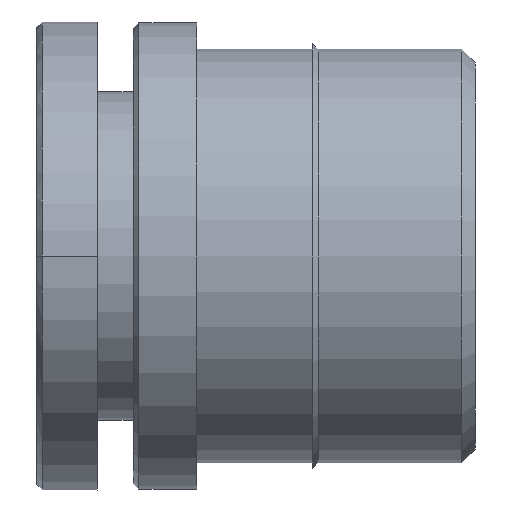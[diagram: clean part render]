
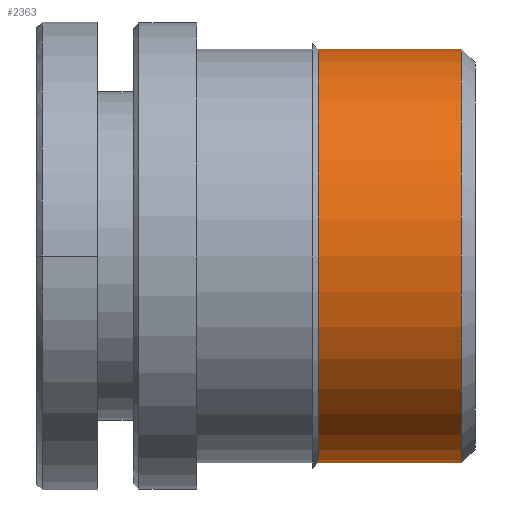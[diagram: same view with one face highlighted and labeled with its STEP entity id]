
A CAD part, left-side view. The second image highlights one B-rep face of the part: STEP entity #2363.
In plain terms, the highlighted cylindrical face has radius 7.5 mm (diameter 15 mm), a partial arc.
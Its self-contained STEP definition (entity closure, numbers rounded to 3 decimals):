
#25 = CARTESIAN_POINT ( 'NONE',  ( 0., 0.5, 7.5 ) ) ;
#56 = DIRECTION ( 'NONE',  ( 0., -1., 0. ) ) ;
#83 = DIRECTION ( 'NONE',  ( 0., 1., 0. ) ) ;
#217 = ORIENTED_EDGE ( 'NONE', *, *, #1062, .T. ) ;
#274 = DIRECTION ( 'NONE',  ( 0., 0., -1. ) ) ;
#415 = ORIENTED_EDGE ( 'NONE', *, *, #965, .F. ) ;
#448 = ORIENTED_EDGE ( 'NONE', *, *, #946, .T. ) ;
#482 = CARTESIAN_POINT ( 'NONE',  ( 0., 0.5, 0. ) ) ;
#488 = CARTESIAN_POINT ( 'NONE',  ( 0., 5.7, 7.5 ) ) ;
#579 = AXIS2_PLACEMENT_3D ( 'NONE', #482, #83, #875 ) ;
#611 = CIRCLE ( 'NONE', #793, 7.5 ) ;
#657 = DIRECTION ( 'NONE',  ( 0., 0., -1. ) ) ;
#793 = AXIS2_PLACEMENT_3D ( 'NONE', #1039, #1424, #657 ) ;
#864 = CARTESIAN_POINT ( 'NONE',  ( 0., 0., 7.5 ) ) ;
#870 = DIRECTION ( 'NONE',  ( 0., -1., 0. ) ) ;
#875 = DIRECTION ( 'NONE',  ( 0., 0., 1. ) ) ;
#946 = EDGE_CURVE ( 'NONE', #1806, #2361, #611, .T. ) ;
#965 = EDGE_CURVE ( 'NONE', #1806, #1539, #1436, .T. ) ;
#1003 = FACE_OUTER_BOUND ( 'NONE', #2567, .T. ) ;
#1039 = CARTESIAN_POINT ( 'NONE',  ( 0., 5.7, 0. ) ) ;
#1062 = EDGE_CURVE ( 'NONE', #1301, #1539, #2066, .T. ) ;
#1093 = CARTESIAN_POINT ( 'NONE',  ( 0., 0.5, -7.5 ) ) ;
#1187 = AXIS2_PLACEMENT_3D ( 'NONE', #1241, #56, #274 ) ;
#1194 = VECTOR ( 'NONE', #1245, 1000. ) ;
#1241 = CARTESIAN_POINT ( 'NONE',  ( 0., 0., 0. ) ) ;
#1245 = DIRECTION ( 'NONE',  ( 0., -1., 0. ) ) ;
#1301 = VERTEX_POINT ( 'NONE', #1093 ) ;
#1324 = CARTESIAN_POINT ( 'NONE',  ( 0., 0., -7.5 ) ) ;
#1368 = LINE ( 'NONE', #1324, #1427 ) ;
#1424 = DIRECTION ( 'NONE',  ( 0., -1., 0. ) ) ;
#1427 = VECTOR ( 'NONE', #870, 1000. ) ;
#1436 = LINE ( 'NONE', #864, #1194 ) ;
#1438 = CARTESIAN_POINT ( 'NONE',  ( 0., 5.7, -7.5 ) ) ;
#1539 = VERTEX_POINT ( 'NONE', #25 ) ;
#1617 = ORIENTED_EDGE ( 'NONE', *, *, #1940, .T. ) ;
#1641 = CYLINDRICAL_SURFACE ( 'NONE', #1187, 7.5 ) ;
#1806 = VERTEX_POINT ( 'NONE', #488 ) ;
#1940 = EDGE_CURVE ( 'NONE', #2361, #1301, #1368, .T. ) ;
#2066 = CIRCLE ( 'NONE', #579, 7.5 ) ;
#2361 = VERTEX_POINT ( 'NONE', #1438 ) ;
#2363 = ADVANCED_FACE ( 'NONE', ( #1003 ), #1641, .T. ) ;
#2567 = EDGE_LOOP ( 'NONE', ( #415, #448, #1617, #217 ) ) ;
